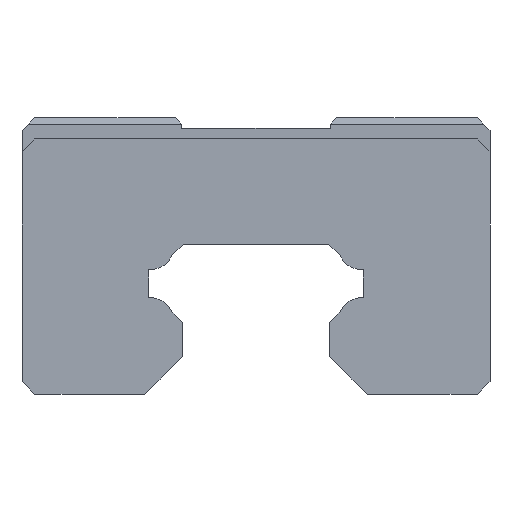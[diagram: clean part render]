
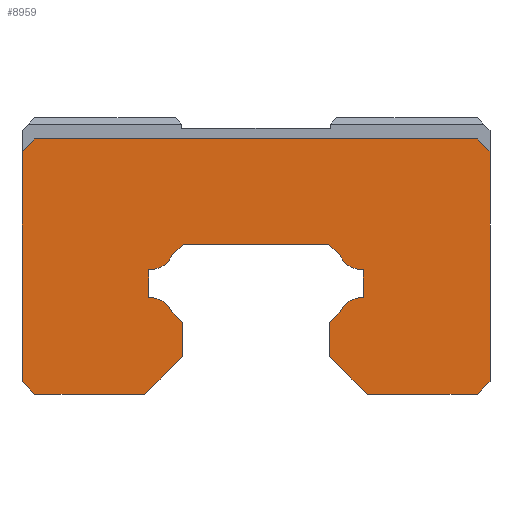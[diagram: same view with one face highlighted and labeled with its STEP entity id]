
A CAD part, front view. The second image highlights one B-rep face of the part: STEP entity #8959.
In plain terms, the highlighted planar face has unit normal (0, -1, 0).
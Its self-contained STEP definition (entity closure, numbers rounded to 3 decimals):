
#31=CIRCLE('',#9245,2.3);
#32=CIRCLE('',#9246,2.3);
#33=CIRCLE('',#9247,2.3);
#34=CIRCLE('',#9248,2.3);
#1157=FACE_OUTER_BOUND('',#1680,.T.);
#1680=EDGE_LOOP('',(#8001,#8002,#8003,#8004,#8005,#8006,#8007,#8008,#8009,
#8010,#8011,#8012,#8013,#8014,#8015,#8016,#8017,#8018,#8019,#8020,#8021,
#8022,#8023,#8024));
#2506=LINE('',#15873,#3374);
#2511=LINE('',#15889,#3379);
#2513=LINE('',#15893,#3381);
#2520=LINE('',#15907,#3388);
#2521=LINE('',#15909,#3389);
#2522=LINE('',#15911,#3390);
#2523=LINE('',#15913,#3391);
#2524=LINE('',#15917,#3392);
#2525=LINE('',#15921,#3393);
#2526=LINE('',#15923,#3394);
#2527=LINE('',#15925,#3395);
#2528=LINE('',#15929,#3396);
#2529=LINE('',#15933,#3397);
#2530=LINE('',#15935,#3398);
#2531=LINE('',#15937,#3399);
#2532=LINE('',#15939,#3400);
#2533=LINE('',#15941,#3401);
#2534=LINE('',#15943,#3402);
#2535=LINE('',#15944,#3403);
#2536=LINE('',#15945,#3404);
#3374=VECTOR('',#10511,10.);
#3379=VECTOR('',#10528,10.);
#3381=VECTOR('',#10532,10.);
#3388=VECTOR('',#10541,10.);
#3389=VECTOR('',#10542,10.);
#3390=VECTOR('',#10543,10.);
#3391=VECTOR('',#10544,10.);
#3392=VECTOR('',#10547,10.);
#3393=VECTOR('',#10550,10.);
#3394=VECTOR('',#10551,10.);
#3395=VECTOR('',#10552,10.);
#3396=VECTOR('',#10555,10.);
#3397=VECTOR('',#10558,10.);
#3398=VECTOR('',#10559,10.);
#3399=VECTOR('',#10560,10.);
#3400=VECTOR('',#10561,10.);
#3401=VECTOR('',#10562,10.);
#3402=VECTOR('',#10563,10.);
#3403=VECTOR('',#10564,10.);
#3404=VECTOR('',#10565,10.);
#4267=VERTEX_POINT('',#15869);
#4269=VERTEX_POINT('',#15872);
#4273=VERTEX_POINT('',#15886);
#4274=VERTEX_POINT('',#15888);
#4275=VERTEX_POINT('',#15892);
#4281=VERTEX_POINT('',#15906);
#4282=VERTEX_POINT('',#15908);
#4283=VERTEX_POINT('',#15910);
#4284=VERTEX_POINT('',#15912);
#4285=VERTEX_POINT('',#15914);
#4286=VERTEX_POINT('',#15916);
#4287=VERTEX_POINT('',#15918);
#4288=VERTEX_POINT('',#15920);
#4289=VERTEX_POINT('',#15922);
#4290=VERTEX_POINT('',#15924);
#4291=VERTEX_POINT('',#15926);
#4292=VERTEX_POINT('',#15928);
#4293=VERTEX_POINT('',#15930);
#4294=VERTEX_POINT('',#15932);
#4295=VERTEX_POINT('',#15934);
#4296=VERTEX_POINT('',#15936);
#4297=VERTEX_POINT('',#15938);
#4298=VERTEX_POINT('',#15940);
#4299=VERTEX_POINT('',#15942);
#5530=EDGE_CURVE('',#4269,#4267,#2506,.T.);
#5535=EDGE_CURVE('',#4273,#4274,#2511,.T.);
#5537=EDGE_CURVE('',#4275,#4274,#2513,.T.);
#5544=EDGE_CURVE('',#4273,#4281,#2520,.T.);
#5545=EDGE_CURVE('',#4281,#4282,#2521,.T.);
#5546=EDGE_CURVE('',#4282,#4283,#2522,.T.);
#5547=EDGE_CURVE('',#4283,#4284,#2523,.T.);
#5548=EDGE_CURVE('',#4284,#4285,#31,.T.);
#5549=EDGE_CURVE('',#4285,#4286,#2524,.T.);
#5550=EDGE_CURVE('',#4286,#4287,#32,.T.);
#5551=EDGE_CURVE('',#4287,#4288,#2525,.T.);
#5552=EDGE_CURVE('',#4288,#4289,#2526,.T.);
#5553=EDGE_CURVE('',#4289,#4290,#2527,.T.);
#5554=EDGE_CURVE('',#4290,#4291,#33,.T.);
#5555=EDGE_CURVE('',#4291,#4292,#2528,.T.);
#5556=EDGE_CURVE('',#4292,#4293,#34,.T.);
#5557=EDGE_CURVE('',#4293,#4294,#2529,.T.);
#5558=EDGE_CURVE('',#4294,#4295,#2530,.T.);
#5559=EDGE_CURVE('',#4295,#4296,#2531,.T.);
#5560=EDGE_CURVE('',#4296,#4297,#2532,.T.);
#5561=EDGE_CURVE('',#4298,#4297,#2533,.T.);
#5562=EDGE_CURVE('',#4298,#4299,#2534,.T.);
#5563=EDGE_CURVE('',#4269,#4299,#2535,.T.);
#5564=EDGE_CURVE('',#4275,#4267,#2536,.T.);
#8001=ORIENTED_EDGE('',*,*,#5535,.F.);
#8002=ORIENTED_EDGE('',*,*,#5544,.T.);
#8003=ORIENTED_EDGE('',*,*,#5545,.T.);
#8004=ORIENTED_EDGE('',*,*,#5546,.T.);
#8005=ORIENTED_EDGE('',*,*,#5547,.T.);
#8006=ORIENTED_EDGE('',*,*,#5548,.T.);
#8007=ORIENTED_EDGE('',*,*,#5549,.T.);
#8008=ORIENTED_EDGE('',*,*,#5550,.T.);
#8009=ORIENTED_EDGE('',*,*,#5551,.T.);
#8010=ORIENTED_EDGE('',*,*,#5552,.T.);
#8011=ORIENTED_EDGE('',*,*,#5553,.T.);
#8012=ORIENTED_EDGE('',*,*,#5554,.T.);
#8013=ORIENTED_EDGE('',*,*,#5555,.T.);
#8014=ORIENTED_EDGE('',*,*,#5556,.T.);
#8015=ORIENTED_EDGE('',*,*,#5557,.T.);
#8016=ORIENTED_EDGE('',*,*,#5558,.T.);
#8017=ORIENTED_EDGE('',*,*,#5559,.T.);
#8018=ORIENTED_EDGE('',*,*,#5560,.T.);
#8019=ORIENTED_EDGE('',*,*,#5561,.F.);
#8020=ORIENTED_EDGE('',*,*,#5562,.T.);
#8021=ORIENTED_EDGE('',*,*,#5563,.F.);
#8022=ORIENTED_EDGE('',*,*,#5530,.T.);
#8023=ORIENTED_EDGE('',*,*,#5564,.F.);
#8024=ORIENTED_EDGE('',*,*,#5537,.T.);
#8490=PLANE('',#9244);
#8959=ADVANCED_FACE('',(#1157),#8490,.T.);
#9244=AXIS2_PLACEMENT_3D('',#15905,#10539,#10540);
#9245=AXIS2_PLACEMENT_3D('',#15915,#10545,#10546);
#9246=AXIS2_PLACEMENT_3D('',#15919,#10548,#10549);
#9247=AXIS2_PLACEMENT_3D('',#15927,#10553,#10554);
#9248=AXIS2_PLACEMENT_3D('',#15931,#10556,#10557);
#10511=DIRECTION('',(-1.,0.,0.));
#10528=DIRECTION('',(-0.707,0.,0.707));
#10532=DIRECTION('',(0.,0.,-1.));
#10539=DIRECTION('center_axis',(0.,-1.,0.));
#10540=DIRECTION('ref_axis',(0.,0.,-1.));
#10541=DIRECTION('',(1.,0.,0.));
#10542=DIRECTION('',(0.707,0.,0.707));
#10543=DIRECTION('',(0.,0.,1.));
#10544=DIRECTION('',(-0.707,0.,0.707));
#10545=DIRECTION('center_axis',(0.,-1.,0.));
#10546=DIRECTION('ref_axis',(0.912,0.,0.41));
#10547=DIRECTION('',(0.,0.,1.));
#10548=DIRECTION('center_axis',(0.,-1.,0.));
#10549=DIRECTION('ref_axis',(-0.043,0.,-0.999));
#10550=DIRECTION('',(0.707,0.,0.707));
#10551=DIRECTION('',(1.,0.,0.));
#10552=DIRECTION('',(0.707,0.,-0.707));
#10553=DIRECTION('center_axis',(0.,-1.,0.));
#10554=DIRECTION('ref_axis',(-0.912,0.,-0.41));
#10555=DIRECTION('',(0.,0.,-1.));
#10556=DIRECTION('center_axis',(0.,-1.,0.));
#10557=DIRECTION('ref_axis',(0.043,0.,0.999));
#10558=DIRECTION('',(-0.707,0.,-0.707));
#10559=DIRECTION('',(0.,0.,-1.));
#10560=DIRECTION('',(0.707,0.,-0.707));
#10561=DIRECTION('',(1.,0.,0.));
#10562=DIRECTION('',(-0.707,0.,-0.707));
#10563=DIRECTION('',(0.,0.,1.));
#10564=DIRECTION('',(0.707,0.,-0.707));
#10565=DIRECTION('',(0.707,0.,0.707));
#15869=CARTESIAN_POINT('',(-20.8,-37.,28.));
#15872=CARTESIAN_POINT('',(20.8,-37.,28.));
#15873=CARTESIAN_POINT('',(22.,-37.,28.));
#15886=CARTESIAN_POINT('',(-20.8,-37.,4.));
#15888=CARTESIAN_POINT('',(-22.,-37.,5.2));
#15889=CARTESIAN_POINT('',(-19.057,-37.,2.257));
#15892=CARTESIAN_POINT('',(-22.,-37.,26.8));
#15893=CARTESIAN_POINT('',(-22.,-37.,30.));
#15905=CARTESIAN_POINT('Origin',(0.,-37.,16.628));
#15906=CARTESIAN_POINT('',(-10.46,-37.,4.));
#15907=CARTESIAN_POINT('',(-22.,-37.,4.));
#15908=CARTESIAN_POINT('',(-6.918,-37.,7.541));
#15909=CARTESIAN_POINT('',(-10.46,-37.,4.));
#15910=CARTESIAN_POINT('',(-6.918,-37.,10.759));
#15911=CARTESIAN_POINT('',(-6.918,-37.,7.541));
#15912=CARTESIAN_POINT('',(-7.902,-37.,11.742));
#15913=CARTESIAN_POINT('',(-6.918,-37.,10.759));
#15914=CARTESIAN_POINT('',(-10.1,-37.,13.098));
#15915=CARTESIAN_POINT('Origin',(-10.,-37.,10.8));
#15916=CARTESIAN_POINT('',(-10.1,-37.,15.702));
#15917=CARTESIAN_POINT('',(-10.1,-37.,13.098));
#15918=CARTESIAN_POINT('',(-7.902,-37.,17.058));
#15919=CARTESIAN_POINT('Origin',(-10.,-37.,18.));
#15920=CARTESIAN_POINT('',(-6.86,-37.,18.1));
#15921=CARTESIAN_POINT('',(-7.902,-37.,17.058));
#15922=CARTESIAN_POINT('',(6.86,-37.,18.1));
#15923=CARTESIAN_POINT('',(-6.86,-37.,18.1));
#15924=CARTESIAN_POINT('',(7.902,-37.,17.058));
#15925=CARTESIAN_POINT('',(6.86,-37.,18.1));
#15926=CARTESIAN_POINT('',(10.1,-37.,15.702));
#15927=CARTESIAN_POINT('Origin',(10.,-37.,18.));
#15928=CARTESIAN_POINT('',(10.1,-37.,13.098));
#15929=CARTESIAN_POINT('',(10.1,-37.,15.702));
#15930=CARTESIAN_POINT('',(7.902,-37.,11.742));
#15931=CARTESIAN_POINT('Origin',(10.,-37.,10.8));
#15932=CARTESIAN_POINT('',(6.918,-37.,10.759));
#15933=CARTESIAN_POINT('',(7.902,-37.,11.742));
#15934=CARTESIAN_POINT('',(6.918,-37.,7.541));
#15935=CARTESIAN_POINT('',(6.918,-37.,10.759));
#15936=CARTESIAN_POINT('',(10.46,-37.,4.));
#15937=CARTESIAN_POINT('',(6.918,-37.,7.541));
#15938=CARTESIAN_POINT('',(20.8,-37.,4.));
#15939=CARTESIAN_POINT('',(10.46,-37.,4.));
#15940=CARTESIAN_POINT('',(22.,-37.,5.2));
#15941=CARTESIAN_POINT('',(19.057,-37.,2.257));
#15942=CARTESIAN_POINT('',(22.,-37.,26.8));
#15943=CARTESIAN_POINT('',(22.,-37.,4.));
#15944=CARTESIAN_POINT('',(18.743,-37.,30.057));
#15945=CARTESIAN_POINT('',(-18.743,-37.,30.057));
